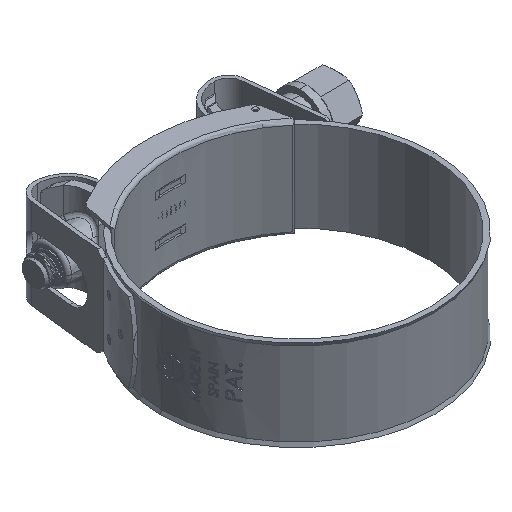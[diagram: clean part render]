
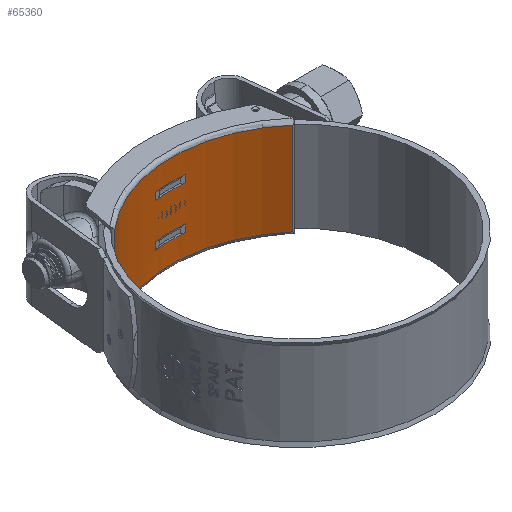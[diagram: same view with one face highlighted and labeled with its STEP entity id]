
A CAD part, isometric view. The second image highlights one B-rep face of the part: STEP entity #65360.
In plain terms, the highlighted cylindrical face has radius 38 mm (diameter 76 mm), a partial arc.
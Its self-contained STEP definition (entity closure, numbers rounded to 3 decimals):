
#43 = EDGE_CURVE ( 'NONE', #25059, #37052, #1175, .T. ) ;
#1175 = LINE ( 'NONE', #61632, #17012 ) ;
#1448 = CARTESIAN_POINT ( 'NONE',  ( 0.036, -3.151, -19.444 ) ) ;
#1503 = AXIS2_PLACEMENT_3D ( 'NONE', #1448, #73579, #8481 ) ;
#1555 = VERTEX_POINT ( 'NONE', #7255 ) ;
#1760 = DIRECTION ( 'NONE',  ( 0., 0., -1. ) ) ;
#2025 = ORIENTED_EDGE ( 'NONE', *, *, #72344, .T. ) ;
#2757 = ORIENTED_EDGE ( 'NONE', *, *, #6245, .F. ) ;
#3340 = DIRECTION ( 'NONE',  ( -0.09, 0.996, 0. ) ) ;
#4535 = DIRECTION ( 'NONE',  ( 0., 0., 1. ) ) ;
#5054 = EDGE_CURVE ( 'NONE', #50404, #60074, #53863, .T. ) ;
#5352 = CIRCLE ( 'NONE', #65136, 38. ) ;
#5971 = EDGE_LOOP ( 'NONE', ( #35433, #73875, #22044, #20650 ) ) ;
#6245 = EDGE_CURVE ( 'NONE', #25059, #13361, #77531, .T. ) ;
#6380 = AXIS2_PLACEMENT_3D ( 'NONE', #52134, #16270, #58159 ) ;
#7255 = CARTESIAN_POINT ( 'NONE',  ( 24.593, 25.849, -25.3 ) ) ;
#7916 = EDGE_CURVE ( 'NONE', #1555, #53041, #5352, .T. ) ;
#8481 = DIRECTION ( 'NONE',  ( -0.09, 0.996, 0. ) ) ;
#8729 = CARTESIAN_POINT ( 'NONE',  ( 0.036, -3.151, -25.3 ) ) ;
#8981 = EDGE_CURVE ( 'NONE', #67500, #53593, #56719, .T. ) ;
#9880 = VERTEX_POINT ( 'NONE', #22408 ) ;
#10999 = CARTESIAN_POINT ( 'NONE',  ( -4.639, 34.56, -7.556 ) ) ;
#11236 = VERTEX_POINT ( 'NONE', #64190 ) ;
#12841 = CARTESIAN_POINT ( 'NONE',  ( 24.593, 25.849, -12.5 ) ) ;
#12990 = VERTEX_POINT ( 'NONE', #36298 ) ;
#13361 = VERTEX_POINT ( 'NONE', #61435 ) ;
#14247 = CARTESIAN_POINT ( 'NONE',  ( -4.639, 34.56, -12.5 ) ) ;
#16270 = DIRECTION ( 'NONE',  ( 0., 0., 1. ) ) ;
#17012 = VECTOR ( 'NONE', #1760, 1000. ) ;
#17776 = LINE ( 'NONE', #36366, #22449 ) ;
#18233 = DIRECTION ( 'NONE',  ( 0., 0., -1. ) ) ;
#19519 = CARTESIAN_POINT ( 'NONE',  ( 0.036, -3.151, -12.5 ) ) ;
#20294 = CARTESIAN_POINT ( 'NONE',  ( 0.036, -3.151, -7.556 ) ) ;
#20348 = LINE ( 'NONE', #14247, #76469 ) ;
#20650 = ORIENTED_EDGE ( 'NONE', *, *, #8981, .T. ) ;
#21209 = EDGE_CURVE ( 'NONE', #53593, #12990, #46464, .T. ) ;
#21774 = DIRECTION ( 'NONE',  ( 0., 0., 1. ) ) ;
#22044 = ORIENTED_EDGE ( 'NONE', *, *, #30290, .T. ) ;
#22408 = CARTESIAN_POINT ( 'NONE',  ( -4.639, 34.56, -19.444 ) ) ;
#22449 = VECTOR ( 'NONE', #59946, 1000. ) ;
#22841 = CARTESIAN_POINT ( 'NONE',  ( 24.593, 25.849, 0.3 ) ) ;
#23688 = LINE ( 'NONE', #12841, #49897 ) ;
#23907 = ORIENTED_EDGE ( 'NONE', *, *, #31751, .T. ) ;
#25059 = VERTEX_POINT ( 'NONE', #26194 ) ;
#26194 = CARTESIAN_POINT ( 'NONE',  ( 3.849, 34.657, -17.444 ) ) ;
#27056 = DIRECTION ( 'NONE',  ( -0.09, 0.996, 0. ) ) ;
#27288 = LINE ( 'NONE', #65371, #30051 ) ;
#28514 = CYLINDRICAL_SURFACE ( 'NONE', #31025, 38. ) ;
#29501 = FACE_BOUND ( 'NONE', #5971, .T. ) ;
#30051 = VECTOR ( 'NONE', #18233, 1000. ) ;
#30290 = EDGE_CURVE ( 'NONE', #11236, #67500, #17776, .T. ) ;
#31025 = AXIS2_PLACEMENT_3D ( 'NONE', #19519, #73380, #73896 ) ;
#31751 = EDGE_CURVE ( 'NONE', #9880, #13361, #20348, .T. ) ;
#32493 = DIRECTION ( 'NONE',  ( 0., 0., 1. ) ) ;
#34136 = FACE_BOUND ( 'NONE', #53030, .T. ) ;
#35243 = DIRECTION ( 'NONE',  ( 0., 0., 1. ) ) ;
#35433 = ORIENTED_EDGE ( 'NONE', *, *, #21209, .T. ) ;
#36298 = CARTESIAN_POINT ( 'NONE',  ( -4.639, 34.56, -5.556 ) ) ;
#36366 = CARTESIAN_POINT ( 'NONE',  ( 3.849, 34.657, -12.5 ) ) ;
#37052 = VERTEX_POINT ( 'NONE', #42983 ) ;
#39121 = DIRECTION ( 'NONE',  ( 0., 0., 1. ) ) ;
#39571 = AXIS2_PLACEMENT_3D ( 'NONE', #20294, #39121, #3340 ) ;
#39755 = ORIENTED_EDGE ( 'NONE', *, *, #7916, .F. ) ;
#42983 = CARTESIAN_POINT ( 'NONE',  ( 3.849, 34.657, -19.444 ) ) ;
#46464 = LINE ( 'NONE', #52625, #77371 ) ;
#46496 = EDGE_CURVE ( 'NONE', #37052, #9880, #57088, .T. ) ;
#49897 = VECTOR ( 'NONE', #54747, 1000. ) ;
#50225 = EDGE_LOOP ( 'NONE', ( #51935, #2025, #39755, #53932 ) ) ;
#50404 = VERTEX_POINT ( 'NONE', #22841 ) ;
#51935 = ORIENTED_EDGE ( 'NONE', *, *, #5054, .T. ) ;
#52134 = CARTESIAN_POINT ( 'NONE',  ( 0.036, -3.151, 0.3 ) ) ;
#52625 = CARTESIAN_POINT ( 'NONE',  ( -4.639, 34.56, -12.5 ) ) ;
#53030 = EDGE_LOOP ( 'NONE', ( #77460, #53897, #23907, #2757 ) ) ;
#53041 = VERTEX_POINT ( 'NONE', #69532 ) ;
#53593 = VERTEX_POINT ( 'NONE', #10999 ) ;
#53863 = CIRCLE ( 'NONE', #6380, 38. ) ;
#53897 = ORIENTED_EDGE ( 'NONE', *, *, #46496, .T. ) ;
#53932 = ORIENTED_EDGE ( 'NONE', *, *, #58178, .T. ) ;
#54747 = DIRECTION ( 'NONE',  ( 0., 0., 1. ) ) ;
#56719 = CIRCLE ( 'NONE', #39571, 38. ) ;
#57088 = CIRCLE ( 'NONE', #1503, 38. ) ;
#57683 = CARTESIAN_POINT ( 'NONE',  ( 0.036, -3.151, -5.556 ) ) ;
#58159 = DIRECTION ( 'NONE',  ( 1., 0.011, 0. ) ) ;
#58178 = EDGE_CURVE ( 'NONE', #1555, #50404, #23688, .T. ) ;
#59946 = DIRECTION ( 'NONE',  ( 0., 0., -1. ) ) ;
#60074 = VERTEX_POINT ( 'NONE', #77501 ) ;
#61435 = CARTESIAN_POINT ( 'NONE',  ( -4.639, 34.56, -17.444 ) ) ;
#61527 = CIRCLE ( 'NONE', #63021, 38. ) ;
#61632 = CARTESIAN_POINT ( 'NONE',  ( 3.849, 34.657, -12.5 ) ) ;
#63021 = AXIS2_PLACEMENT_3D ( 'NONE', #57683, #21774, #27056 ) ;
#63605 = EDGE_CURVE ( 'NONE', #11236, #12990, #61527, .T. ) ;
#64190 = CARTESIAN_POINT ( 'NONE',  ( 3.849, 34.657, -5.556 ) ) ;
#65136 = AXIS2_PLACEMENT_3D ( 'NONE', #8729, #32493, #74319 ) ;
#65360 = ADVANCED_FACE ( 'NONE', ( #65986, #29501, #34136 ), #28514, .F. ) ;
#65368 = DIRECTION ( 'NONE',  ( -0.09, 0.996, 0. ) ) ;
#65371 = CARTESIAN_POINT ( 'NONE',  ( -25.176, 25.281, -12.5 ) ) ;
#65672 = CARTESIAN_POINT ( 'NONE',  ( 3.849, 34.657, -7.556 ) ) ;
#65986 = FACE_OUTER_BOUND ( 'NONE', #50225, .T. ) ;
#66055 = AXIS2_PLACEMENT_3D ( 'NONE', #71094, #35243, #65368 ) ;
#67500 = VERTEX_POINT ( 'NONE', #65672 ) ;
#67883 = DIRECTION ( 'NONE',  ( 0., 0., 1. ) ) ;
#69532 = CARTESIAN_POINT ( 'NONE',  ( -25.176, 25.281, -25.3 ) ) ;
#71094 = CARTESIAN_POINT ( 'NONE',  ( 0.036, -3.151, -17.444 ) ) ;
#72344 = EDGE_CURVE ( 'NONE', #60074, #53041, #27288, .T. ) ;
#73380 = DIRECTION ( 'NONE',  ( 0., 0., 1. ) ) ;
#73579 = DIRECTION ( 'NONE',  ( 0., 0., 1. ) ) ;
#73875 = ORIENTED_EDGE ( 'NONE', *, *, #63605, .F. ) ;
#73896 = DIRECTION ( 'NONE',  ( 1., 0.011, 0. ) ) ;
#74319 = DIRECTION ( 'NONE',  ( 1., 0.011, 0. ) ) ;
#76469 = VECTOR ( 'NONE', #67883, 1000. ) ;
#77371 = VECTOR ( 'NONE', #4535, 1000. ) ;
#77460 = ORIENTED_EDGE ( 'NONE', *, *, #43, .T. ) ;
#77501 = CARTESIAN_POINT ( 'NONE',  ( -25.176, 25.281, 0.3 ) ) ;
#77531 = CIRCLE ( 'NONE', #66055, 38. ) ;
